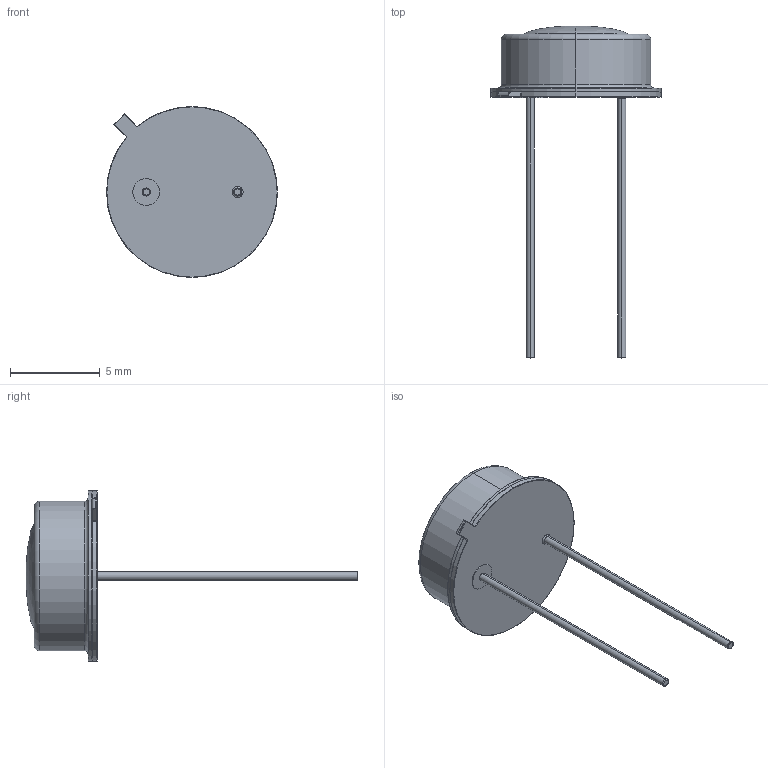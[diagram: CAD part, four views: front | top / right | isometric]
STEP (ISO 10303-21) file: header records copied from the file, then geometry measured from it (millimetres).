
FILE_DESCRIPTION (( 'STEP AP214' ), '1' );
FILE_NAME ('E896D7D1-B188-4716-8419-3CFC3B6C97D2.STEP', '2023-01-06T20:20:53', ( '' ), ( '' ), 'SwSTEP 2.0', 'SolidWorks 2022', '' );
FILE_SCHEMA (( 'AUTOMOTIVE_DESIGN' ));
Length unit declared in the file: millimetre
Products named in the file (1): E896D7D1-B188-4716-8419-3CFC3B6C97D2
Bounding box: 9.5 x 18.45 x 9.5 mm (x, y, z)
Volume: 209.4 mm3; surface area: 277.2 mm2
Topology: 1 solids, 1 shells, 65 faces, 139 edges, 77 vertices
Faces by surface type: cylinder 27, torus 24, plane 10, bspline 2, sphere 2
Entity records: 1999 total; most frequent: DIRECTION 358, CARTESIAN_POINT 314, ORIENTED_EDGE 270, AXIS2_PLACEMENT_3D 161, EDGE_CURVE 135, CIRCLE 97, VERTEX_POINT 77, EDGE_LOOP 70
